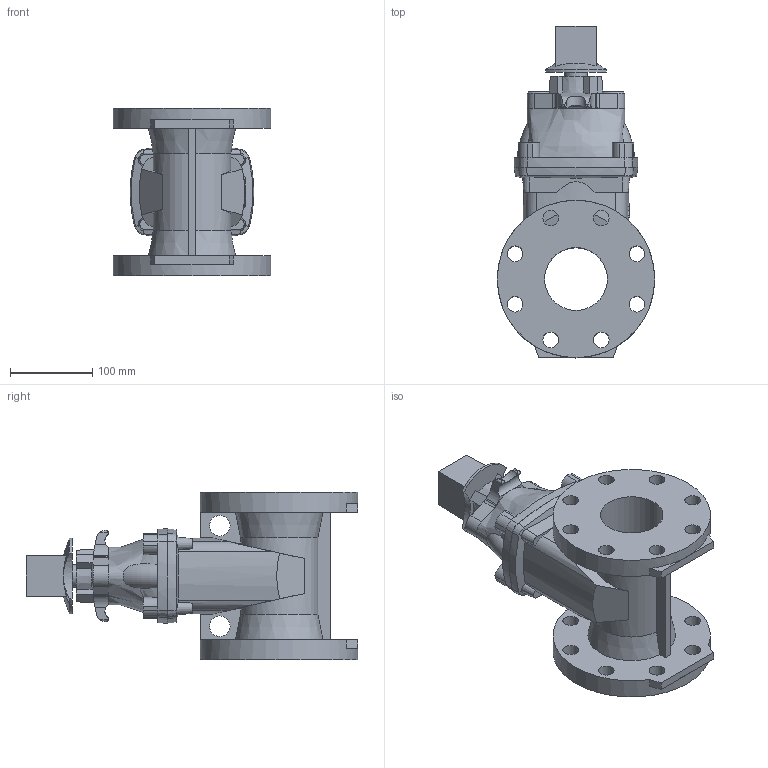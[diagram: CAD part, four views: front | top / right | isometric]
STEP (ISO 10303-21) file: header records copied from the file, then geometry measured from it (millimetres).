
FILE_DESCRIPTION (( 'STEP AP203' ), '1' );
FILE_NAME ('O_45_59_DN080_01XXX_AA0_step.step', '2017-03-03T07:35:42', ( 'Windows User' ), ( 'AVK' ), 'SwSTEP 2.0', 'SolidWorks 2012', '' );
FILE_SCHEMA (( 'CONFIG_CONTROL_DESIGN' ));
Length unit declared in the file: millimetre
Products named in the file (1): O_45_59_DN080_01XXX_AA0_step
Bounding box: 191 x 402.5 x 203 mm (x, y, z)
Volume: 3718967.3 mm3; surface area: 351371.2 mm2
Topology: 1 solids, 1 shells, 318 faces, 913 edges, 603 vertices
Faces by surface type: plane 125, cylinder 94, bspline 55, cone 42, torus 2
Full cylindrical faces by diameter (mm): 19 x16, 25 x2, 28 x1, 76.2 x1, 191 x2
Entity records: 14073 total; most frequent: CARTESIAN_POINT 6681, ORIENTED_EDGE 1730, DIRECTION 1206, EDGE_CURVE 865, VERTEX_POINT 580, AXIS2_PLACEMENT_3D 484, EDGE_LOOP 387, FACE_OUTER_BOUND 341
